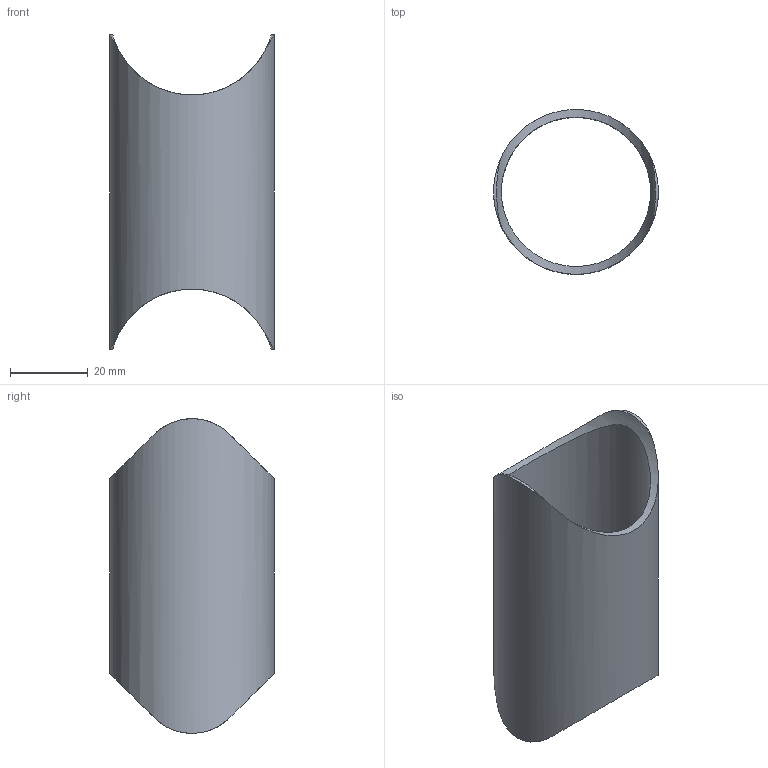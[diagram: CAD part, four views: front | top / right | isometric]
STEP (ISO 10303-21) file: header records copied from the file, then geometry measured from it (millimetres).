
FILE_DESCRIPTION (( 'STEP AP203' ), '1' );
FILE_NAME ('50452-240.step', '2022-07-13T08:36:21', ( '' ), ( '' ), 'SwSTEP 2.0', 'SolidWorks 2018', '' );
FILE_SCHEMA (( 'CONFIG_CONTROL_DESIGN' ));
Length unit declared in the file: millimetre
Products named in the file (1): 50452-240
Bounding box: 42.4 x 42.35 x 80.99 mm (x, y, z)
Volume: 15926.8 mm3; surface area: 16683.1 mm2
Topology: 1 solids, 1 shells, 277 faces, 748 edges, 498 vertices
Faces by surface type: plane 130, bspline 114, cylinder 33
Full cylindrical faces by diameter (mm): 38.4 x1, 42.4 x1
Entity records: 13629 total; most frequent: CARTESIAN_POINT 7368, ORIENTED_EDGE 1492, DIRECTION 920, EDGE_CURVE 746, VERTEX_POINT 498, LINE 364, VECTOR 364, EDGE_LOOP 306
